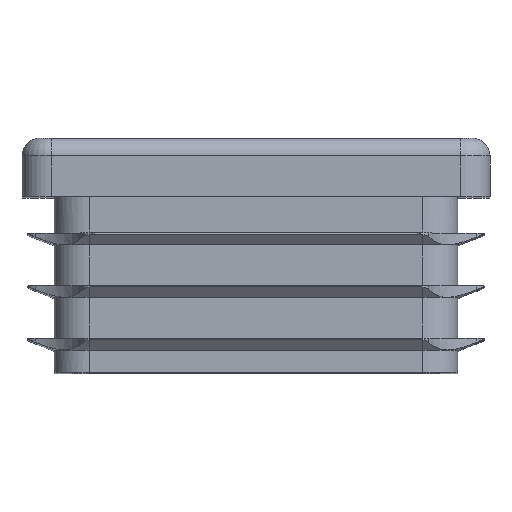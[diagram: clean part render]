
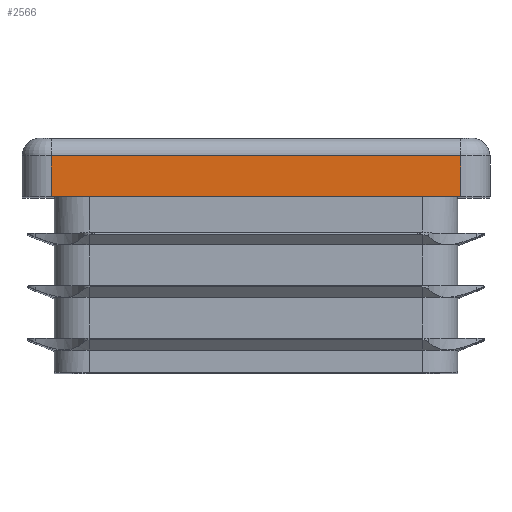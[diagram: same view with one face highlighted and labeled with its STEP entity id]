
A CAD part, top view. The second image highlights one B-rep face of the part: STEP entity #2566.
In plain terms, the highlighted planar face has unit normal (0, 0, 1).
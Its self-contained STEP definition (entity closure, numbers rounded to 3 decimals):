
#1054 = ORIENTED_EDGE ( 'NONE', *, *, #7287, .T. ) ;
#1266 = VECTOR ( 'NONE', #16903, 1000. ) ;
#2566 = ADVANCED_FACE ( 'NONE', ( #9185 ), #10743, .F. ) ;
#2600 = VERTEX_POINT ( 'NONE', #4654 ) ;
#3216 = ORIENTED_EDGE ( 'NONE', *, *, #12631, .T. ) ;
#3930 = VERTEX_POINT ( 'NONE', #16289 ) ;
#4654 = CARTESIAN_POINT ( 'NONE',  ( 17.5, 3.5, 40. ) ) ;
#5332 = LINE ( 'NONE', #19821, #1266 ) ;
#7287 = EDGE_CURVE ( 'NONE', #2600, #3930, #18721, .T. ) ;
#7508 = LINE ( 'NONE', #16237, #13956 ) ;
#7632 = CARTESIAN_POINT ( 'NONE',  ( 17.5, 5., 40. ) ) ;
#8498 = VERTEX_POINT ( 'NONE', #8949 ) ;
#8949 = CARTESIAN_POINT ( 'NONE',  ( 17.5, 0., 40. ) ) ;
#9185 = FACE_OUTER_BOUND ( 'NONE', #15039, .T. ) ;
#9279 = AXIS2_PLACEMENT_3D ( 'NONE', #12532, #12283, #9446 ) ;
#9446 = DIRECTION ( 'NONE',  ( -1., 0., 0. ) ) ;
#10295 = EDGE_CURVE ( 'NONE', #3930, #17482, #5332, .T. ) ;
#10743 = PLANE ( 'NONE',  #9279 ) ;
#10993 = EDGE_CURVE ( 'NONE', #8498, #2600, #12268, .T. ) ;
#11158 = CARTESIAN_POINT ( 'NONE',  ( -17.5, 3.5, 40. ) ) ;
#12268 = LINE ( 'NONE', #7632, #17530 ) ;
#12283 = DIRECTION ( 'NONE',  ( 0., 0., -1. ) ) ;
#12532 = CARTESIAN_POINT ( 'NONE',  ( -20., 5., 40. ) ) ;
#12631 = EDGE_CURVE ( 'NONE', #17482, #8498, #7508, .T. ) ;
#13908 = ORIENTED_EDGE ( 'NONE', *, *, #10295, .T. ) ;
#13956 = VECTOR ( 'NONE', #19349, 1000. ) ;
#15039 = EDGE_LOOP ( 'NONE', ( #15095, #1054, #13908, #3216 ) ) ;
#15095 = ORIENTED_EDGE ( 'NONE', *, *, #10993, .T. ) ;
#15242 = CARTESIAN_POINT ( 'NONE',  ( -17.5, 0., 40. ) ) ;
#15319 = DIRECTION ( 'NONE',  ( 0., 1., 0. ) ) ;
#16237 = CARTESIAN_POINT ( 'NONE',  ( -20., 0., 40. ) ) ;
#16289 = CARTESIAN_POINT ( 'NONE',  ( -17.5, 3.5, 40. ) ) ;
#16903 = DIRECTION ( 'NONE',  ( 0., -1., 0. ) ) ;
#17482 = VERTEX_POINT ( 'NONE', #15242 ) ;
#17530 = VECTOR ( 'NONE', #15319, 1000. ) ;
#18628 = DIRECTION ( 'NONE',  ( -1., 0., 0. ) ) ;
#18721 = LINE ( 'NONE', #11158, #18985 ) ;
#18985 = VECTOR ( 'NONE', #18628, 1000. ) ;
#19349 = DIRECTION ( 'NONE',  ( 1., 0., 0. ) ) ;
#19821 = CARTESIAN_POINT ( 'NONE',  ( -17.5, 5., 40. ) ) ;
